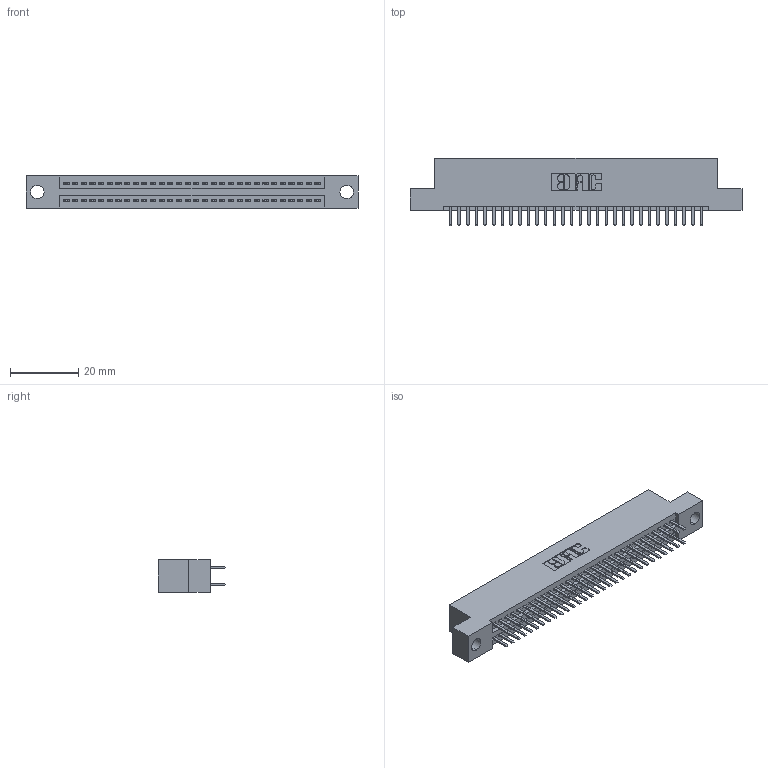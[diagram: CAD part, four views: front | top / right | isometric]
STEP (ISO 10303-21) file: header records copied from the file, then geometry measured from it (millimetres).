
FILE_DESCRIPTION (( 'STEP AP203' ), '1' );
FILE_NAME ('395-060-520-204.STEP', '2021-06-17T01:53:07', ( '' ), ( '' ), 'SwSTEP 2.0', 'SolidWorks 2020', '' );
FILE_SCHEMA (( 'CONFIG_CONTROL_DESIGN' ));
Length unit declared in the file: inch
Products named in the file (3): 345 Part_Flush Mounting Lugs - 0.156 Dia-TI; 345-292-001_345-293-120; 395-060-520-204
Assembly tree (61 placements, depth 2):
  395-060-520-204
    345 Part_Flush Mounting Lugs - 0.156 Dia-TI
    345-292-001_345-293-120  x60
Bounding box: 97.41 x 19.68 x 9.4 mm (x, y, z)
Volume: 9218.7 mm3; surface area: 13189.9 mm2
Topology: 61 solids, 61 shells, 3380 faces, 9797 edges, 6370 vertices
Faces by surface type: plane 2194, cylinder 1186
Entity records: 25687 total; most frequent: CARTESIAN_POINT 4334, ORIENTED_EDGE 4254, DIRECTION 3823, EDGE_CURVE 2127, VECTOR 1871, LINE 1871, VERTEX_POINT 1414, AXIS2_PLACEMENT_3D 976
